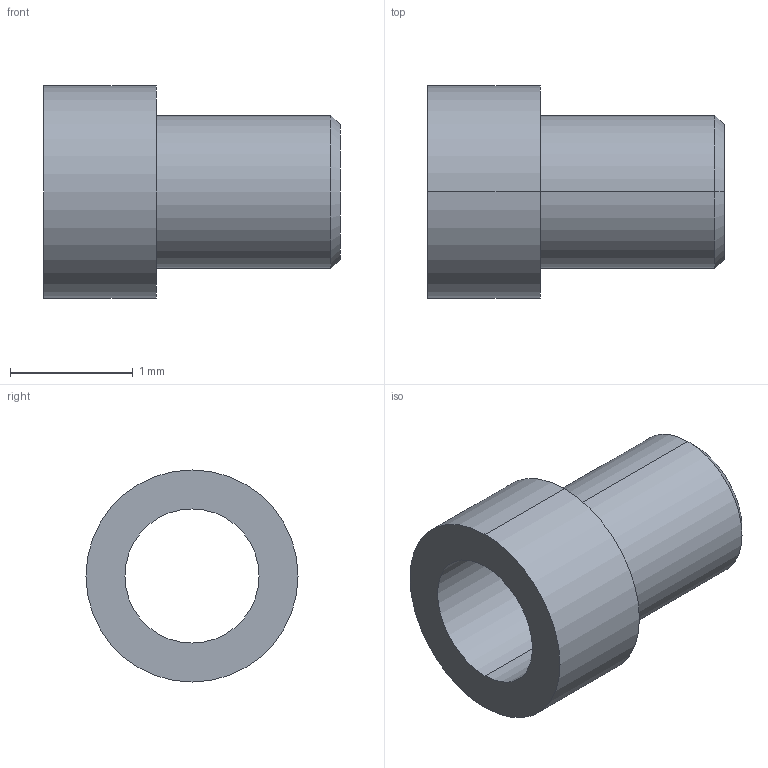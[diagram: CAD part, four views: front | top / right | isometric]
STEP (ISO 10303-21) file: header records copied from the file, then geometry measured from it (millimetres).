
FILE_DESCRIPTION (( 'STEP AP214' ), '1' );
FILE_NAME ('mill-max-5342-0-15-15-35-XX-10-0.step', '2021-03-13T12:52:39', ( '' ), ( '' ), 'SwSTEP 2.0', 'SolidWorks 2020', '' );
FILE_SCHEMA (( 'AUTOMOTIVE_DESIGN' ));
Length unit declared in the file: inch
Products named in the file (1): mill-max-5342-0-15-15-35-XX-10-0
Bounding box: 2.41 x 1.73 x 1.73 mm (x, y, z)
Volume: 1.7 mm3; surface area: 21.7 mm2
Topology: 1 solids, 1 shells, 10 faces, 20 edges, 12 vertices
Faces by surface type: cylinder 6, cone 2, plane 2
Entity records: 200 total; most frequent: ORIENTED_EDGE 40, CARTESIAN_POINT 25, EDGE_CURVE 20, VERTEX_POINT 12, EDGE_LOOP 12, ADVANCED_FACE 10, FACE_OUTER_BOUND 10, AXIS2_PLACEMENT_3D 9
